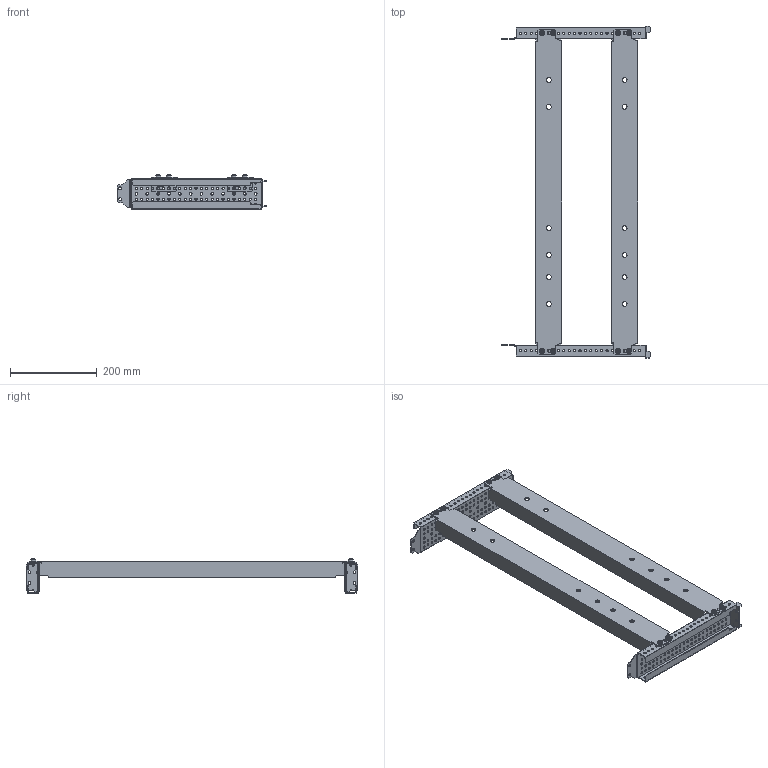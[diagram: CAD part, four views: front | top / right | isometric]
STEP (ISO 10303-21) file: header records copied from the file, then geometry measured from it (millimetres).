
FILE_DESCRIPTION (( 'STEP AP203' ), '1' );
FILE_NAME ('FO-00-EF-060-080 FORMAT Ê-ò óñò. ARMAT ACB E_F 3-4P 600õ800 IEK.STEP', '2024-07-28T16:48:15', ( '' ), ( '' ), 'SwSTEP 2.0', 'SolidWorks 2022', '' );
FILE_SCHEMA (( 'CONFIG_CONTROL_DESIGN' ));
Length unit declared in the file: millimetre
Products named in the file (1): FO-00-EF-060-080 FORMAT К-т уст. ARMAT ACB E_F 3-4P 600х800 IEK
Bounding box: 344.49 x 766 x 79 mm (x, y, z)
Volume: 728351.5 mm3; surface area: 575373.8 mm2
Topology: 20 solids, 20 shells, 1496 faces, 4144 edges, 2720 vertices
Faces by surface type: cylinder 1004, plane 352, cone 64, torus 64, bspline 12
Entity records: 50859 total; most frequent: DIRECTION 9266, CARTESIAN_POINT 9189, ORIENTED_EDGE 8288, EDGE_CURVE 4144, AXIS2_PLACEMENT_3D 3685, VERTEX_POINT 2720, EDGE_LOOP 2208, CIRCLE 2200
